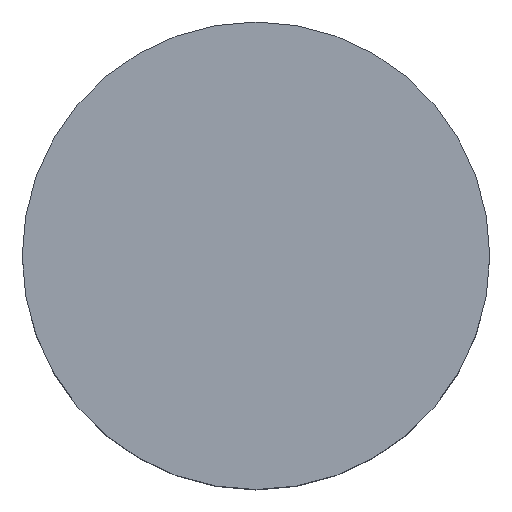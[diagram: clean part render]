
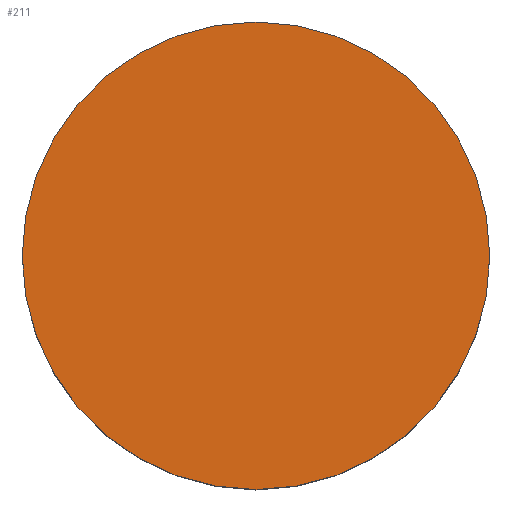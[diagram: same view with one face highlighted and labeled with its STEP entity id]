
A CAD part, top view. The second image highlights one B-rep face of the part: STEP entity #211.
In plain terms, the highlighted planar face has unit normal (0, 0, 1).
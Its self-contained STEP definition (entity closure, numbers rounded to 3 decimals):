
#44 = DIRECTION ( 'NONE',  ( 0., 0., 1. ) ) ;
#51 = DIRECTION ( 'NONE',  ( 0., 0., 1. ) ) ;
#64 = CARTESIAN_POINT ( 'NONE',  ( 2., 0., 0. ) ) ;
#79 = CARTESIAN_POINT ( 'NONE',  ( 0., 0., 0. ) ) ;
#91 = ORIENTED_EDGE ( 'NONE', *, *, #188, .T. ) ;
#97 = CARTESIAN_POINT ( 'NONE',  ( 0., 0., 0. ) ) ;
#102 = CARTESIAN_POINT ( 'NONE',  ( 0., 0., 0. ) ) ;
#142 = VERTEX_POINT ( 'NONE', #64 ) ;
#149 = FACE_OUTER_BOUND ( 'NONE', #285, .T. ) ;
#154 = DIRECTION ( 'NONE',  ( 1., 0., 0. ) ) ;
#172 = CARTESIAN_POINT ( 'NONE',  ( -2., 0., 0. ) ) ;
#186 = PLANE ( 'NONE',  #255 ) ;
#187 = DIRECTION ( 'NONE',  ( 1., 0., 0. ) ) ;
#188 = EDGE_CURVE ( 'NONE', #271, #142, #230, .T. ) ;
#204 = DIRECTION ( 'NONE',  ( 1., 0., 0. ) ) ;
#211 = ADVANCED_FACE ( 'NONE', ( #149 ), #186, .T. ) ;
#230 = CIRCLE ( 'NONE', #338, 2. ) ;
#255 = AXIS2_PLACEMENT_3D ( 'NONE', #79, #256, #187 ) ;
#256 = DIRECTION ( 'NONE',  ( 0., 0., 1. ) ) ;
#264 = AXIS2_PLACEMENT_3D ( 'NONE', #102, #44, #204 ) ;
#271 = VERTEX_POINT ( 'NONE', #172 ) ;
#282 = CIRCLE ( 'NONE', #264, 2. ) ;
#285 = EDGE_LOOP ( 'NONE', ( #313, #91 ) ) ;
#313 = ORIENTED_EDGE ( 'NONE', *, *, #347, .T. ) ;
#338 = AXIS2_PLACEMENT_3D ( 'NONE', #97, #51, #154 ) ;
#347 = EDGE_CURVE ( 'NONE', #142, #271, #282, .T. ) ;
